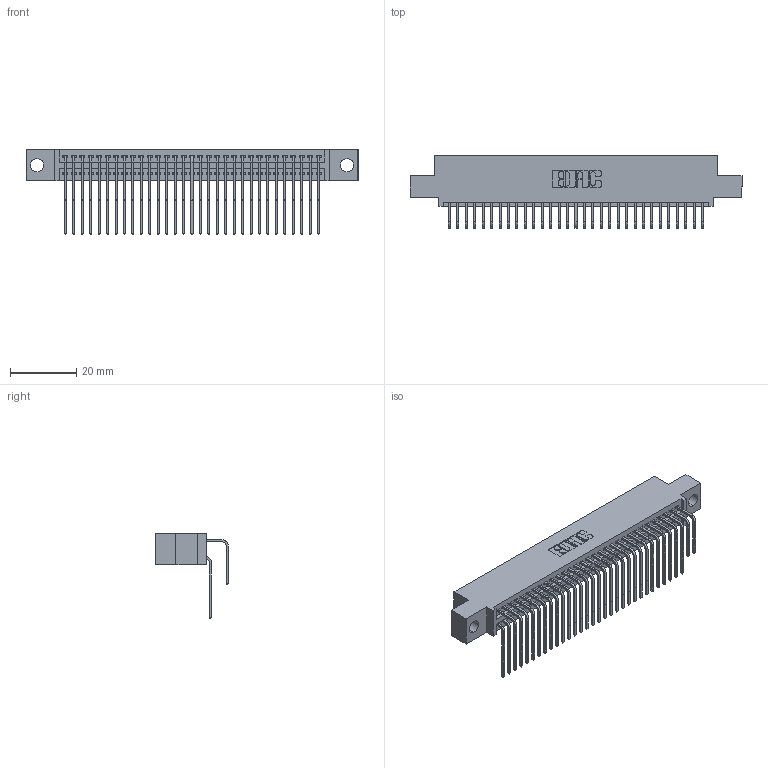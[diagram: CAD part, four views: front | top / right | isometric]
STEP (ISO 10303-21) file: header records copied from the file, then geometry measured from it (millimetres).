
FILE_DESCRIPTION (( 'STEP AP203' ), '1' );
FILE_NAME ('345-062-558-504.STEP', '2021-05-20T06:19:13', ( '' ), ( '' ), 'SwSTEP 2.0', 'SolidWorks 2020', '' );
FILE_SCHEMA (( 'CONFIG_CONTROL_DESIGN' ));
Length unit declared in the file: inch
Products named in the file (4): 345 Part_0.110 Offset - 0.156 Dia-TI; 345-062-558-504; 345-292-001_558 559 Tail - 1; 345-292-001_558 Tail - 2
Assembly tree (63 placements, depth 2):
  345-062-558-504
    345 Part_0.110 Offset - 0.156 Dia-TI
    345-292-001_558 559 Tail - 1  x31
    345-292-001_558 Tail - 2  x31
Bounding box: 99.95 x 21.83 x 25.53 mm (x, y, z)
Volume: 9785.4 mm3; surface area: 15877.7 mm2
Topology: 63 solids, 63 shells, 3368 faces, 9999 edges, 6582 vertices
Faces by surface type: plane 2268, cylinder 1100
Entity records: 28007 total; most frequent: CARTESIAN_POINT 4757, ORIENTED_EDGE 4638, DIRECTION 4179, EDGE_CURVE 2319, VECTOR 2023, LINE 2023, VERTEX_POINT 1542, AXIS2_PLACEMENT_3D 1078
